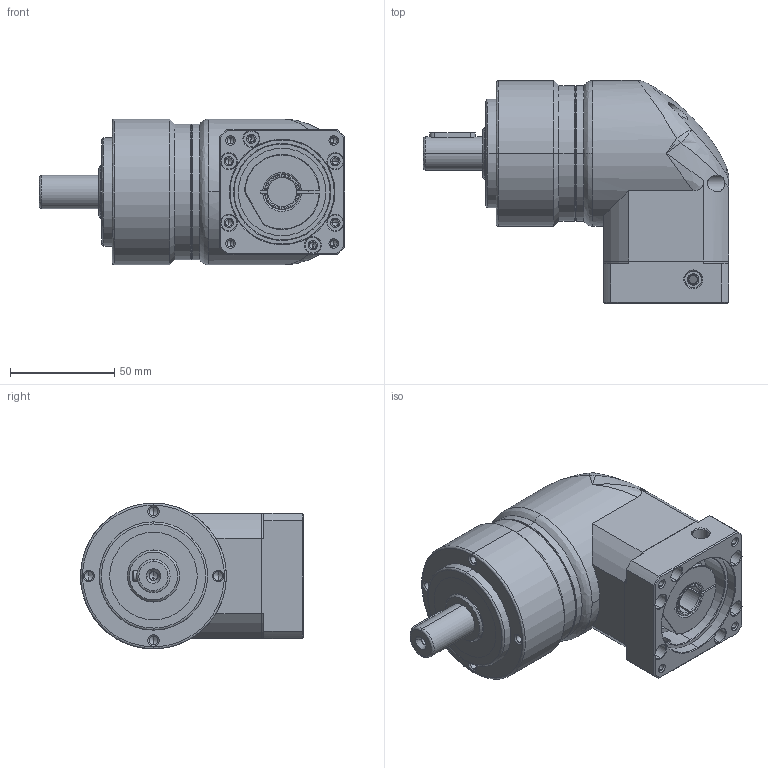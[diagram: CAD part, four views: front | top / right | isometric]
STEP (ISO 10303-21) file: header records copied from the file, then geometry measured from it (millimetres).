
FILE_DESCRIPTION (( 'STEP AP214' ), '1' );
FILE_NAME ('PEL070-L1-14-50-70-M4-M5.STEP', '2024-01-06T05:50:57', ( 'admin' ), ( '' ), 'SwSTEP 2.0', 'SolidWorks 2013', '' );
FILE_SCHEMA (( 'AUTOMOTIVE_DESIGN' ));
Length unit declared in the file: millimetre
Products named in the file (5): PEL070-L1-14-50-70-M4-M5; SDL060_X2_94DD58F3_X0_-14; SBL060_X2_8F9351658F7495017D2773AF_X0_-14; SBL060-50-70M4; PE070_X2_8F9351FA7AEF_X0_
Assembly tree (4 placements, depth 2):
  PEL070-L1-14-50-70-M4-M5
    SDL060_X2_94DD58F3_X0_-14
    SBL060_X2_8F9351658F7495017D2773AF_X0_-14
    SBL060-50-70M4
    PE070_X2_8F9351FA7AEF_X0_
Bounding box: 146.5 x 107 x 70 mm (x, y, z)
Volume: 523865.1 mm3; surface area: 84424.9 mm2
Topology: 6 solids, 6 shells, 447 faces, 1105 edges, 654 vertices
Faces by surface type: cylinder 181, cone 142, plane 90, bspline 32, torus 2
Entity records: 20948 total; most frequent: CARTESIAN_POINT 5541, DIRECTION 2209, ORIENTED_EDGE 2094, EDGE_CURVE 1047, AXIS2_PLACEMENT_3D 891, VERTEX_POINT 654, EDGE_LOOP 523, CIRCLE 469
